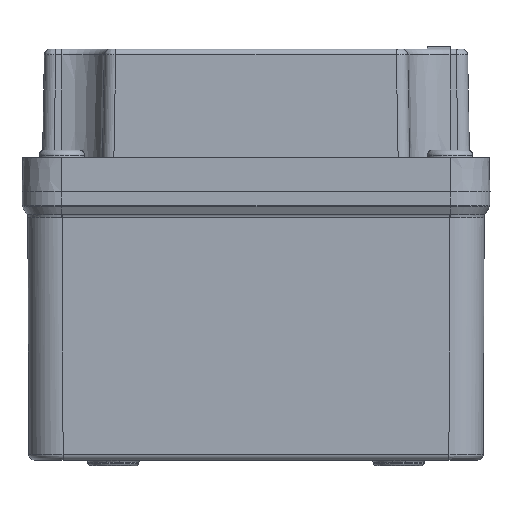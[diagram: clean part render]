
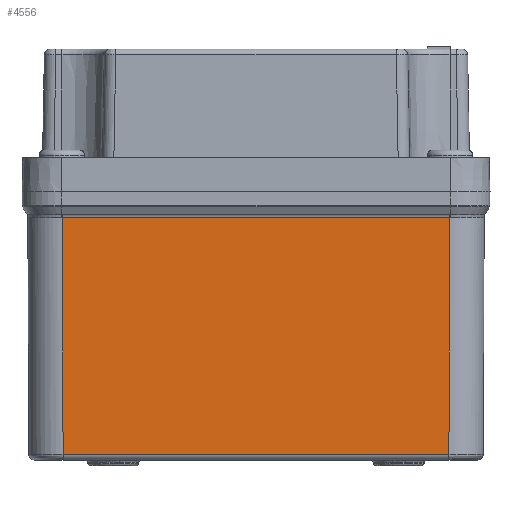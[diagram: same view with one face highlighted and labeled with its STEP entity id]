
A CAD part, left-side view. The second image highlights one B-rep face of the part: STEP entity #4556.
In plain terms, the highlighted planar face has unit normal (-1, 0, -0.004).
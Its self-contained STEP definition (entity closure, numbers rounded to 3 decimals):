
#3042=LINE('',#25715,#3806);
#3043=LINE('',#25718,#3807);
#3044=LINE('',#25720,#3808);
#3045=LINE('',#25722,#3809);
#3806=VECTOR('',#18101,1.);
#3807=VECTOR('',#18102,1.);
#3808=VECTOR('',#18103,1.);
#3809=VECTOR('',#18104,1.);
#4556=ADVANCED_FACE('',(#5510),#4847,.T.);
#4847=PLANE('',#14706);
#5510=FACE_OUTER_BOUND('',#6342,.T.);
#6342=EDGE_LOOP('',(#9589,#9590,#9591,#9592));
#9589=ORIENTED_EDGE('',*,*,#12541,.T.);
#9590=ORIENTED_EDGE('',*,*,#12542,.T.);
#9591=ORIENTED_EDGE('',*,*,#12543,.T.);
#9592=ORIENTED_EDGE('',*,*,#12544,.T.);
#10868=VERTEX_POINT('',#25716);
#10869=VERTEX_POINT('',#25717);
#10870=VERTEX_POINT('',#25719);
#10871=VERTEX_POINT('',#25721);
#12541=EDGE_CURVE('',#10868,#10869,#3042,.T.);
#12542=EDGE_CURVE('',#10869,#10870,#3043,.T.);
#12543=EDGE_CURVE('',#10870,#10871,#3044,.T.);
#12544=EDGE_CURVE('',#10871,#10868,#3045,.T.);
#14706=AXIS2_PLACEMENT_3D('',#25723,#18105,#18106);
#18101=DIRECTION('',(-0.004,-0.004,1.));
#18102=DIRECTION('',(0.,1.,0.));
#18103=DIRECTION('',(0.004,-0.004,-1.));
#18104=DIRECTION('',(0.,-1.,0.));
#18105=DIRECTION('',(-1.,0.,-0.004));
#18106=DIRECTION('',(-0.004,0.,1.));
#25715=CARTESIAN_POINT('',(-39.999,-33.999,-0.148));
#25716=CARTESIAN_POINT('',(-39.799,-33.799,-46.004));
#25717=CARTESIAN_POINT('',(-39.98,-33.98,-4.511));
#25718=CARTESIAN_POINT('',(-39.98,33.982,-4.511));
#25719=CARTESIAN_POINT('',(-39.98,33.98,-4.511));
#25720=CARTESIAN_POINT('',(-39.999,33.999,-0.148));
#25721=CARTESIAN_POINT('',(-39.799,33.799,-46.004));
#25722=CARTESIAN_POINT('',(-39.799,-33.795,-46.004));
#25723=CARTESIAN_POINT('',(-40.,0.,0.));
